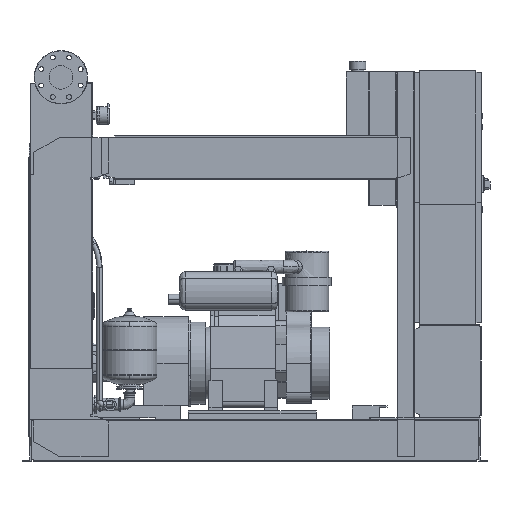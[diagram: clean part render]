
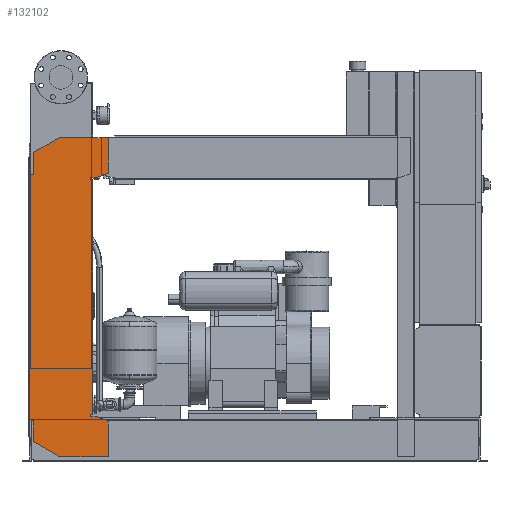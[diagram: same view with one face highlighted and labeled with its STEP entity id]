
A CAD part, front view. The second image highlights one B-rep face of the part: STEP entity #132102.
In plain terms, the highlighted free-form (B-spline) face has degree [1, 1] with [2, 2] control points.
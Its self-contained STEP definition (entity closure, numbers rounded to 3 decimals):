
#131587=CARTESIAN_POINT('',(-102.0,-463.5,1076.0));
#131588=VERTEX_POINT('',#131587);
#131595=CARTESIAN_POINT('',(-102.0,-463.5,1158.574));
#131596=VERTEX_POINT('',#131595);
#131597=CARTESIAN_POINT('',(-102.0,-463.5,1076.0));
#131598=DIRECTION('',(0.0,0.0,1.0));
#131599=VECTOR('',#131598,82.574);
#131600=LINE('',#131597,#131599);
#131601=EDGE_CURVE('',#131588,#131596,#131600,.T.);
#131619=CARTESIAN_POINT('',(-6.,-463.5,1214.0));
#131620=VERTEX_POINT('',#131619);
#131621=CARTESIAN_POINT('',(-102.0,-463.5,1158.574));
#131622=DIRECTION('',(0.866,0.0,0.5));
#131623=VECTOR('',#131622,110.851);
#131624=LINE('',#131621,#131623);
#131625=EDGE_CURVE('',#131596,#131620,#131624,.T.);
#131643=CARTESIAN_POINT('',(177.0,-463.5,1214.0));
#131644=VERTEX_POINT('',#131643);
#131645=CARTESIAN_POINT('',(-6.,-463.5,1214.0));
#131646=DIRECTION('',(1.0,0.0,0.0));
#131647=VECTOR('',#131646,183.0);
#131648=LINE('',#131645,#131647);
#131649=EDGE_CURVE('',#131620,#131644,#131648,.T.);
#131667=CARTESIAN_POINT('',(177.0,-463.5,1080.379));
#131668=VERTEX_POINT('',#131667);
#131669=CARTESIAN_POINT('',(177.0,-463.5,1214.0));
#131670=DIRECTION('',(0.0,0.0,-1.0));
#131671=VECTOR('',#131670,133.621);
#131672=LINE('',#131669,#131671);
#131673=EDGE_CURVE('',#131644,#131668,#131672,.T.);
#131691=CARTESIAN_POINT('',(132.,-463.5,1064.0));
#131692=VERTEX_POINT('',#131691);
#131693=CARTESIAN_POINT('',(177.0,-463.5,1080.379));
#131694=DIRECTION('',(-0.94,0.0,-0.342));
#131695=VECTOR('',#131694,47.888);
#131696=LINE('',#131693,#131695);
#131697=EDGE_CURVE('',#131668,#131692,#131696,.T.);
#131715=CARTESIAN_POINT('',(112.0,-463.5,1064.0));
#131716=VERTEX_POINT('',#131715);
#131717=CARTESIAN_POINT('',(132.,-463.5,1064.0));
#131718=DIRECTION('',(-1.0,0.0,0.0));
#131719=VECTOR('',#131718,20.);
#131720=LINE('',#131717,#131719);
#131721=EDGE_CURVE('',#131692,#131716,#131720,.T.);
#131739=CARTESIAN_POINT('',(112.0,-463.5,1056.0));
#131740=VERTEX_POINT('',#131739);
#131741=CARTESIAN_POINT('',(112.0,-463.5,1064.0));
#131742=DIRECTION('',(0.0,0.0,-1.0));
#131743=VECTOR('',#131742,8.0);
#131744=LINE('',#131741,#131743);
#131745=EDGE_CURVE('',#131716,#131740,#131744,.T.);
#131763=CARTESIAN_POINT('',(120.,-463.5,1056.0));
#131764=VERTEX_POINT('',#131763);
#131765=CARTESIAN_POINT('',(112.0,-463.5,1056.0));
#131766=DIRECTION('',(1.0,0.0,0.0));
#131767=VECTOR('',#131766,8.);
#131768=LINE('',#131765,#131767);
#131769=EDGE_CURVE('',#131740,#131764,#131768,.T.);
#131787=CARTESIAN_POINT('',(120.,-463.5,176.));
#131788=VERTEX_POINT('',#131787);
#131799=CARTESIAN_POINT('',(120.,-463.5,1056.0));
#131800=DIRECTION('',(0.0,0.0,-1.0));
#131801=VECTOR('',#131800,880.);
#131802=LINE('',#131799,#131801);
#131803=EDGE_CURVE('',#131764,#131788,#131802,.T.);
#131817=CARTESIAN_POINT('',(112.,-463.5,176.));
#131818=VERTEX_POINT('',#131817);
#131819=CARTESIAN_POINT('',(120.,-463.5,176.));
#131820=DIRECTION('',(-1.0,0.0,0.0));
#131821=VECTOR('',#131820,8.);
#131822=LINE('',#131819,#131821);
#131823=EDGE_CURVE('',#131788,#131818,#131822,.T.);
#131841=CARTESIAN_POINT('',(112.,-463.5,168.));
#131842=VERTEX_POINT('',#131841);
#131843=CARTESIAN_POINT('',(112.,-463.5,176.));
#131844=DIRECTION('',(0.0,0.0,-1.0));
#131845=VECTOR('',#131844,8.0);
#131846=LINE('',#131843,#131845);
#131847=EDGE_CURVE('',#131818,#131842,#131846,.T.);
#131865=CARTESIAN_POINT('',(132.,-463.5,168.));
#131866=VERTEX_POINT('',#131865);
#131867=CARTESIAN_POINT('',(112.,-463.5,168.));
#131868=DIRECTION('',(1.0,0.0,0.0));
#131869=VECTOR('',#131868,20.0);
#131870=LINE('',#131867,#131869);
#131871=EDGE_CURVE('',#131842,#131866,#131870,.T.);
#131889=CARTESIAN_POINT('',(177.,-463.5,151.621));
#131890=VERTEX_POINT('',#131889);
#131891=CARTESIAN_POINT('',(132.,-463.5,168.));
#131892=DIRECTION('',(0.94,0.0,-0.342));
#131893=VECTOR('',#131892,47.888);
#131894=LINE('',#131891,#131893);
#131895=EDGE_CURVE('',#131866,#131890,#131894,.T.);
#131913=CARTESIAN_POINT('',(177.,-463.5,18.0));
#131914=VERTEX_POINT('',#131913);
#131915=CARTESIAN_POINT('',(177.,-463.5,151.621));
#131916=DIRECTION('',(0.0,0.0,-1.0));
#131917=VECTOR('',#131916,133.621);
#131918=LINE('',#131915,#131917);
#131919=EDGE_CURVE('',#131890,#131914,#131918,.T.);
#131937=CARTESIAN_POINT('',(-4.,-463.5,18.0));
#131938=VERTEX_POINT('',#131937);
#131939=CARTESIAN_POINT('',(177.,-463.5,18.0));
#131940=DIRECTION('',(-1.0,0.0,0.0));
#131941=VECTOR('',#131940,181.);
#131942=LINE('',#131939,#131941);
#131943=EDGE_CURVE('',#131914,#131938,#131942,.T.);
#131961=CARTESIAN_POINT('',(-102.,-463.5,74.58));
#131962=VERTEX_POINT('',#131961);
#131963=CARTESIAN_POINT('',(-4.,-463.5,18.0));
#131964=DIRECTION('',(-0.866,0.,0.5));
#131965=VECTOR('',#131964,113.161);
#131966=LINE('',#131963,#131965);
#131967=EDGE_CURVE('',#131938,#131962,#131966,.T.);
#131985=CARTESIAN_POINT('',(-102.,-463.5,156.0));
#131986=VERTEX_POINT('',#131985);
#131987=CARTESIAN_POINT('',(-102.,-463.5,74.58));
#131988=DIRECTION('',(0.0,0.0,1.0));
#131989=VECTOR('',#131988,81.42);
#131990=LINE('',#131987,#131989);
#131991=EDGE_CURVE('',#131962,#131986,#131990,.T.);
#132009=CARTESIAN_POINT('',(-122.,-463.5,156.0));
#132010=VERTEX_POINT('',#132009);
#132011=CARTESIAN_POINT('',(-102.,-463.5,156.0));
#132012=DIRECTION('',(-1.0,0.0,0.0));
#132013=VECTOR('',#132012,20.0);
#132014=LINE('',#132011,#132013);
#132015=EDGE_CURVE('',#131986,#132010,#132014,.T.);
#132033=CARTESIAN_POINT('',(-122.0,-463.5,1076.0));
#132034=VERTEX_POINT('',#132033);
#132047=CARTESIAN_POINT('',(-122.,-463.5,156.0));
#132048=DIRECTION('',(0.0,0.0,1.0));
#132049=VECTOR('',#132048,920.0);
#132050=LINE('',#132047,#132049);
#132051=EDGE_CURVE('',#132010,#132034,#132050,.T.);
#132065=CARTESIAN_POINT('',(-122.0,-463.5,1076.0));
#132066=DIRECTION('',(1.0,0.0,0.0));
#132067=VECTOR('',#132066,20.0);
#132068=LINE('',#132065,#132067);
#132069=EDGE_CURVE('',#132034,#131588,#132068,.T.);
#132075=CARTESIAN_POINT('',(-122.,-463.5,18.0));
#132076=CARTESIAN_POINT('',(177.0,-463.5,18.0));
#132077=CARTESIAN_POINT('',(-122.,-463.5,1214.0));
#132078=CARTESIAN_POINT('',(177.0,-463.5,1214.0));
#132079=B_SPLINE_SURFACE_WITH_KNOTS('',1,1,((#132075,#132077),(#132076,#132078)),.UNSPECIFIED.,.F.,.F.,.U.,(2,2),(2,2),(0.0,299.),(0.0,1196.0),.UNSPECIFIED.);
#132080=ORIENTED_EDGE('',*,*,#132069,.F.);
#132081=ORIENTED_EDGE('',*,*,#132051,.F.);
#132082=ORIENTED_EDGE('',*,*,#132015,.F.);
#132083=ORIENTED_EDGE('',*,*,#131991,.F.);
#132084=ORIENTED_EDGE('',*,*,#131967,.F.);
#132085=ORIENTED_EDGE('',*,*,#131943,.F.);
#132086=ORIENTED_EDGE('',*,*,#131919,.F.);
#132087=ORIENTED_EDGE('',*,*,#131895,.F.);
#132088=ORIENTED_EDGE('',*,*,#131871,.F.);
#132089=ORIENTED_EDGE('',*,*,#131847,.F.);
#132090=ORIENTED_EDGE('',*,*,#131823,.F.);
#132091=ORIENTED_EDGE('',*,*,#131803,.F.);
#132092=ORIENTED_EDGE('',*,*,#131769,.F.);
#132093=ORIENTED_EDGE('',*,*,#131745,.F.);
#132094=ORIENTED_EDGE('',*,*,#131721,.F.);
#132095=ORIENTED_EDGE('',*,*,#131697,.F.);
#132096=ORIENTED_EDGE('',*,*,#131673,.F.);
#132097=ORIENTED_EDGE('',*,*,#131649,.F.);
#132098=ORIENTED_EDGE('',*,*,#131625,.F.);
#132099=ORIENTED_EDGE('',*,*,#131601,.F.);
#132100=EDGE_LOOP('',(#132080,#132081,#132082,#132083,#132084,#132085,#132086,#132087,#132088,#132089,#132090,#132091,#132092,#132093,#132094,#132095,#132096,#132097,#132098,#132099));
#132101=FACE_OUTER_BOUND('',#132100,.T.);
#132102=ADVANCED_FACE('',(#132101),#132079,.T.);
